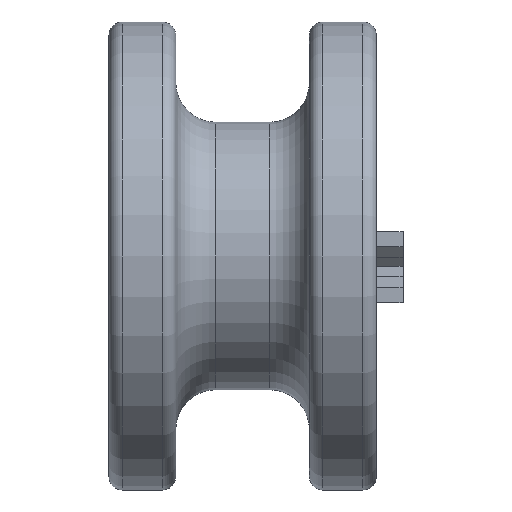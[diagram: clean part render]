
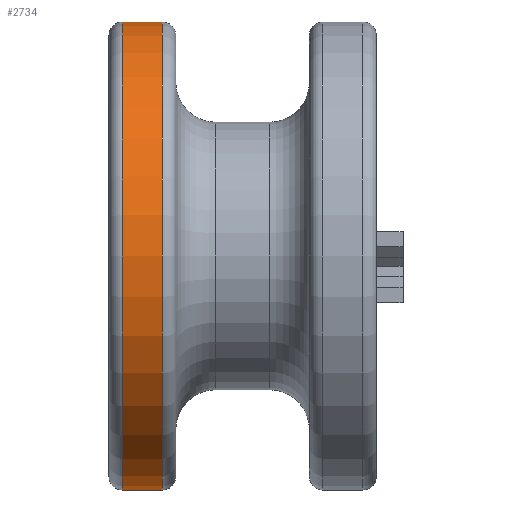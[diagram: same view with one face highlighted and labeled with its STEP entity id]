
A CAD part, left-side view. The second image highlights one B-rep face of the part: STEP entity #2734.
In plain terms, the highlighted cylindrical face has radius 8.75 mm (diameter 17.5 mm), a partial arc.
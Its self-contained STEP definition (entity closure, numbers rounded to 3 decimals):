
#216 = VECTOR ( 'NONE', #2238, 1000. ) ;
#316 = DIRECTION ( 'NONE',  ( 0., 0., 1. ) ) ;
#445 = CYLINDRICAL_SURFACE ( 'NONE', #1419, 8.75 ) ;
#592 = EDGE_CURVE ( 'NONE', #2422, #2037, #1557, .T. ) ;
#599 = VERTEX_POINT ( 'NONE', #3451 ) ;
#637 = CARTESIAN_POINT ( 'NONE',  ( 0., 9.5, 0. ) ) ;
#698 = VERTEX_POINT ( 'NONE', #1271 ) ;
#704 = AXIS2_PLACEMENT_3D ( 'NONE', #637, #4246, #316 ) ;
#786 = FACE_OUTER_BOUND ( 'NONE', #2022, .T. ) ;
#812 = ORIENTED_EDGE ( 'NONE', *, *, #592, .T. ) ;
#976 = DIRECTION ( 'NONE',  ( 0., -1., 0. ) ) ;
#1111 = DIRECTION ( 'NONE',  ( 0., -1., 0. ) ) ;
#1271 = CARTESIAN_POINT ( 'NONE',  ( 0., 9.5, -8.75 ) ) ;
#1418 = DIRECTION ( 'NONE',  ( 0., 1., 0. ) ) ;
#1419 = AXIS2_PLACEMENT_3D ( 'NONE', #3092, #1111, #3111 ) ;
#1557 = CIRCLE ( 'NONE', #3618, 8.75 ) ;
#1994 = LINE ( 'NONE', #3320, #2646 ) ;
#2022 = EDGE_LOOP ( 'NONE', ( #3148, #3852, #2942, #812 ) ) ;
#2037 = VERTEX_POINT ( 'NONE', #3376 ) ;
#2238 = DIRECTION ( 'NONE',  ( 0., -1., 0. ) ) ;
#2374 = CARTESIAN_POINT ( 'NONE',  ( 0., 8., 0. ) ) ;
#2422 = VERTEX_POINT ( 'NONE', #3522 ) ;
#2436 = CIRCLE ( 'NONE', #704, 8.75 ) ;
#2569 = CARTESIAN_POINT ( 'NONE',  ( 0., 10., 8.75 ) ) ;
#2611 = LINE ( 'NONE', #2569, #216 ) ;
#2646 = VECTOR ( 'NONE', #976, 1000. ) ;
#2734 = ADVANCED_FACE ( 'NONE', ( #786 ), #445, .T. ) ;
#2942 = ORIENTED_EDGE ( 'NONE', *, *, #3263, .T. ) ;
#3092 = CARTESIAN_POINT ( 'NONE',  ( 0., 10., 0. ) ) ;
#3111 = DIRECTION ( 'NONE',  ( 0., 0., -1. ) ) ;
#3148 = ORIENTED_EDGE ( 'NONE', *, *, #3800, .F. ) ;
#3263 = EDGE_CURVE ( 'NONE', #698, #2422, #1994, .T. ) ;
#3288 = EDGE_CURVE ( 'NONE', #599, #698, #2436, .T. ) ;
#3320 = CARTESIAN_POINT ( 'NONE',  ( 0., 10., -8.75 ) ) ;
#3376 = CARTESIAN_POINT ( 'NONE',  ( 0., 8., 8.75 ) ) ;
#3451 = CARTESIAN_POINT ( 'NONE',  ( 0., 9.5, 8.75 ) ) ;
#3522 = CARTESIAN_POINT ( 'NONE',  ( 0., 8., -8.75 ) ) ;
#3618 = AXIS2_PLACEMENT_3D ( 'NONE', #2374, #1418, #3687 ) ;
#3687 = DIRECTION ( 'NONE',  ( 0., 0., 1. ) ) ;
#3800 = EDGE_CURVE ( 'NONE', #599, #2037, #2611, .T. ) ;
#3852 = ORIENTED_EDGE ( 'NONE', *, *, #3288, .T. ) ;
#4246 = DIRECTION ( 'NONE',  ( 0., -1., 0. ) ) ;
